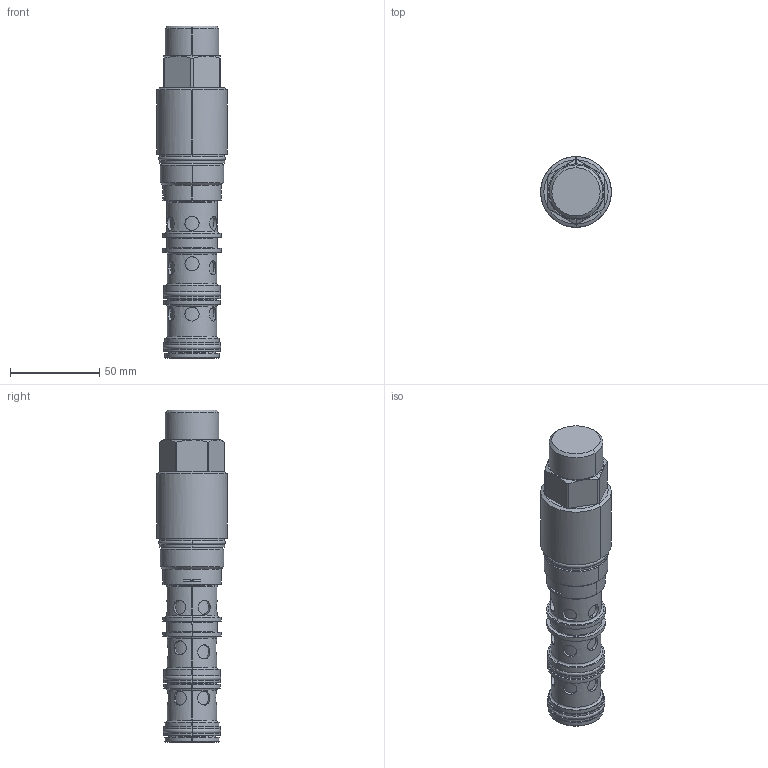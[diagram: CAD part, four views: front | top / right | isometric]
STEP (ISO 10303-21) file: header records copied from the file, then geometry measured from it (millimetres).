
FILE_DESCRIPTION((''),'2;1');
FILE_NAME('DSGOXEN','2018-10-26T',('SVC_Sigmax'),(''),'PRO/ENGINEER BY PARAMETRIC TECHNOLOGY CORPORATION, 2016010','PRO/ENGINEER BY PARAMETRIC TECHNOLOGY CORPORATION, 2016010','');
FILE_SCHEMA(('CONFIG_CONTROL_DESIGN'));
Products named in the file (1): DSGOXEN
Bounding box: 39.6 x 39.6 x 186.18 mm (x, y, z)
Surface area: 36767.9 mm2 (no closed solid volume)
Topology: 0 solids, 0 shells, 293 faces, 1278 edges, 1258 vertices
Faces by surface type: bspline 240, torus 53
Entity records: 49246 total; most frequent: CARTESIAN_POINT 37882, DIRECTION 1880, TRIMMED_CURVE 1438, DEFINITIONAL_REPRESENTATION 1240, PCURVE 1240, COMPOSITE_CURVE_SEGMENT 1240, VECTOR 1102, LINE 1102
